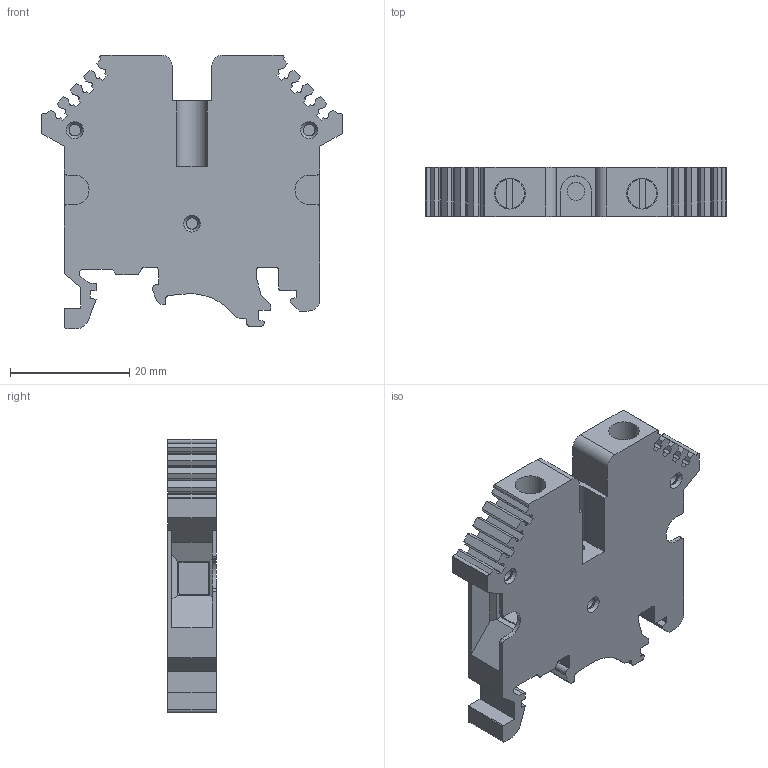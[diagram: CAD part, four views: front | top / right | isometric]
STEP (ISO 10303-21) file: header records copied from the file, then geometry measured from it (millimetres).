
FILE_DESCRIPTION(/* description */ ('Unknown'),/* implementation_level */ '2;1');
FILE_NAME(/* name */ 'BPN-06-NA',/* time_stamp */ '2024-08-14T15:40:53-03:00',/* author */ ('Unknown'),/* organization */ ('Unknown'),/* preprocessor_version */ 'ST-DEVELOPER v16.7',/* originating_system */ 'Solid Edge',/* authorisation */ 'Unknown');
FILE_SCHEMA (('AUTOMOTIVE_DESIGN {1 0 10303 214 3 1 1}'));
Length unit declared in the file: millimetre
Products named in the file (1): bpn-006
Bounding box: 50.4 x 8.2 x 46 mm (x, y, z)
Volume: 11247.4 mm3; surface area: 6776.8 mm2
Topology: 1 solids, 1 shells, 278 faces, 781 edges, 513 vertices
Faces by surface type: plane 197, cylinder 63, torus 10, cone 6, bspline 2
Full cylindrical faces by diameter (mm): 2.3 x3, 3 x1, 5.2 x2
Entity records: 8830 total; most frequent: CARTESIAN_POINT 1592, ORIENTED_EDGE 1522, DIRECTION 1456, EDGE_CURVE 761, LINE 602, VECTOR 602, VERTEX_POINT 511, AXIS2_PLACEMENT_3D 427
